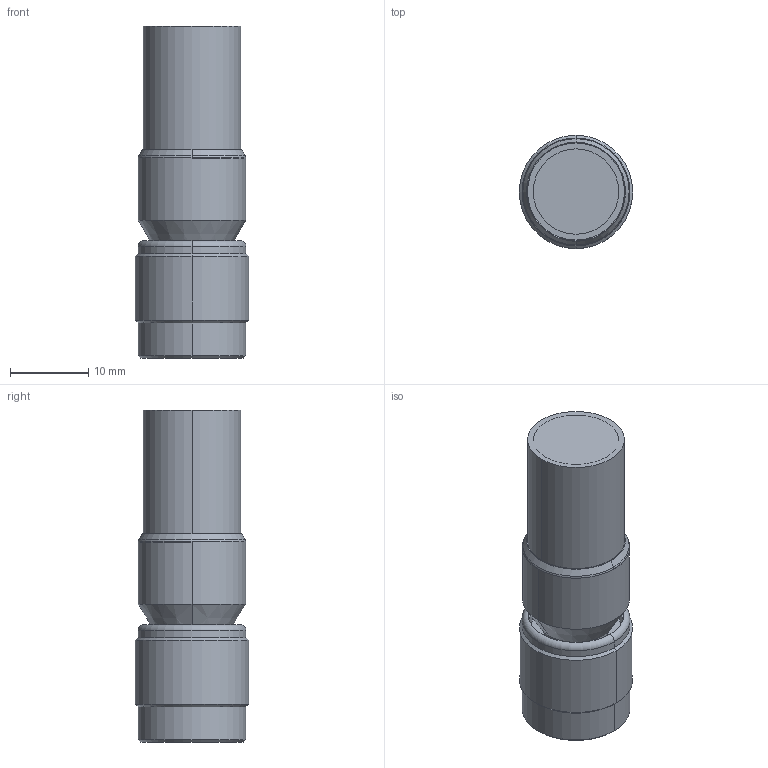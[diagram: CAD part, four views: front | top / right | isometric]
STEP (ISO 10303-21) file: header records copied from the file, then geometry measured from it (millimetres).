
FILE_DESCRIPTION((''),'2;1');
FILE_NAME('31-6001-RFX_SW0001','2015-03-12T',('mdefranco'),(''),'PRO/ENGINEER BY PARAMETRIC TECHNOLOGY CORPORATION, 2014440','PRO/ENGINEER BY PARAMETRIC TECHNOLOGY CORPORATION, 2014440','');
FILE_SCHEMA(('CONFIG_CONTROL_DESIGN'));
Length unit declared in the file: millimetre
Products named in the file (1): 31-6001-RFX_SW0001
Bounding box: 14.48 x 14.48 x 42.4 mm (x, y, z)
Surface area: 5097.4 mm2 (no closed solid volume)
Topology: 0 solids, 3 shells, 141 faces, 344 edges, 215 vertices
Faces by surface type: cylinder 54, plane 44, cone 22, torus 12, bspline 9
Entity records: 7389 total; most frequent: CARTESIAN_POINT 4043, DIRECTION 701, ORIENTED_EDGE 688, EDGE_CURVE 344, AXIS2_PLACEMENT_3D 277, VERTEX_POINT 215, EDGE_LOOP 151, VECTOR 147
